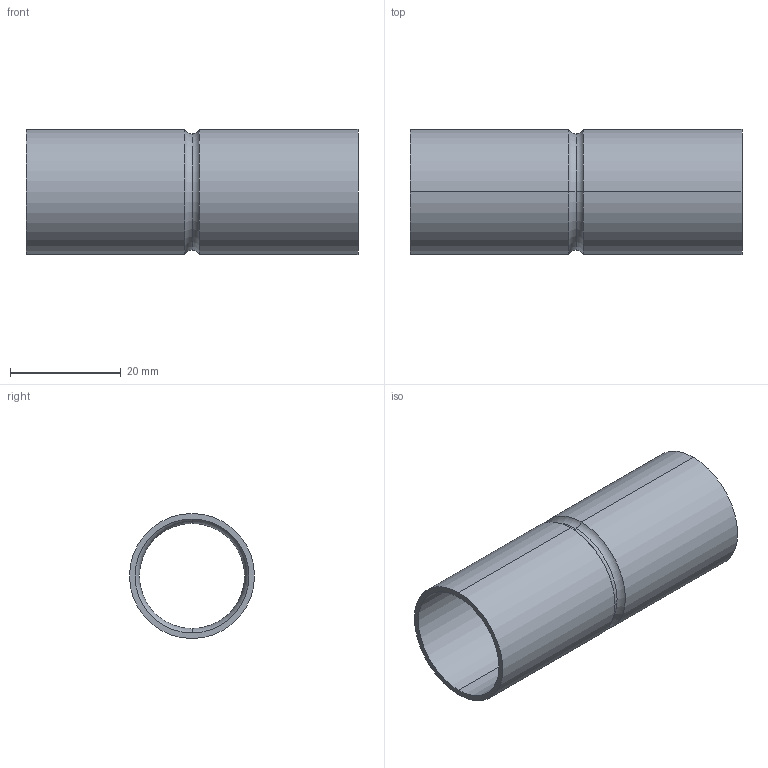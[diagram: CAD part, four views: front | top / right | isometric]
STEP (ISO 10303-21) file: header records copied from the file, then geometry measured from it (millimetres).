
FILE_DESCRIPTION (( 'STEP AP214' ), '1' );
FILE_NAME ('2046855.stp', '2016-07-29T11:00:46', ( '' ), ( '' ), 'SwSTEP 2.0', 'SolidWorks 2014', '' );
FILE_SCHEMA (( 'AUTOMOTIVE_DESIGN' ));
Length unit declared in the file: millimetre
Products named in the file (1): 2046855
Bounding box: 60 x 22.6 x 22.6 mm (x, y, z)
Volume: 4094.3 mm3; surface area: 8326.3 mm2
Topology: 1 solids, 1 shells, 18 faces, 36 edges, 20 vertices
Faces by surface type: torus 8, cylinder 8, plane 2
Entity records: 708 total; most frequent: DIRECTION 102, CARTESIAN_POINT 75, ORIENTED_EDGE 72, AXIS2_PLACEMENT_3D 47, EDGE_CURVE 36, CIRCLE 28, UNCERTAINTY_MEASURE_WITH_UNIT 21, VERTEX_POINT 20
